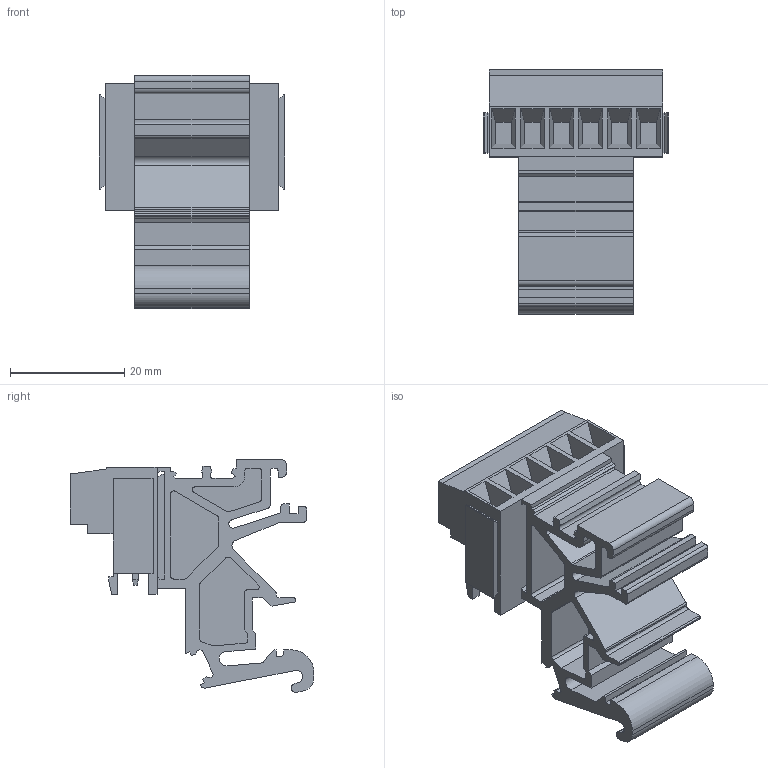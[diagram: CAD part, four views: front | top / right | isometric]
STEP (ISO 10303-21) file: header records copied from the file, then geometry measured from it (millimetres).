
FILE_DESCRIPTION(('CATIA V5 STEP Exchange','CAx-IF Rec.Pracs.--- Model Styling and Organization---1.2---2011-12-15'),'2;1');
FILE_NAME ('D1457441_0_1846140000_1846140000.stp','2018-11-23T07:02:12+00:00',('none'),('Weidmueller'),'CATIA Version 5-6 Release 2014','CATIA V5 STEP AP214','none');
FILE_SCHEMA(('AUTOMOTIVE_DESIGN { 1 0 10303 214 1 1 1 1 }'));
Length unit declared in the file: millimetre
Products named in the file (1): 1846140000
Bounding box: 32.48 x 42.75 x 40.82 mm (x, y, z)
Volume: 12862.8 mm3; surface area: 11734 mm2
Topology: 7 solids, 7 shells, 397 faces, 1100 edges, 722 vertices
Faces by surface type: plane 321, cylinder 76
Entity records: 11951 total; most frequent: ORIENTED_EDGE 2200, CARTESIAN_POINT 2156, DIRECTION 1694, EDGE_CURVE 1100, VECTOR 924, LINE 924, VERTEX_POINT 722, AXIS2_PLACEMENT_3D 462
